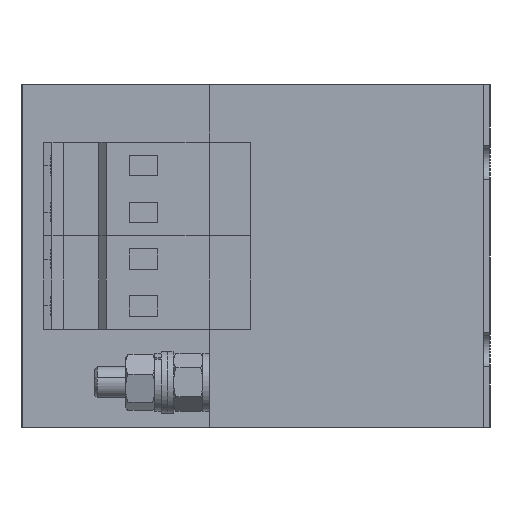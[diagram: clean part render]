
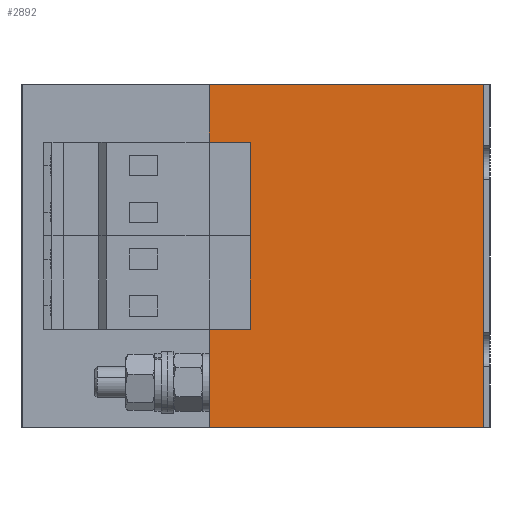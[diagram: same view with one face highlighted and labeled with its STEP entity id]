
A CAD part, left-side view. The second image highlights one B-rep face of the part: STEP entity #2892.
In plain terms, the highlighted planar face has unit normal (-1, 0, 0).
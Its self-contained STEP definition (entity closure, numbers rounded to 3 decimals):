
#147 = LINE ( 'NONE', #5935, #3797 ) ;
#249 = VECTOR ( 'NONE', #3322, 1000. ) ;
#347 = CARTESIAN_POINT ( 'NONE',  ( -95., 37.386, 3.75 ) ) ;
#409 = EDGE_CURVE ( 'Defeature ausgef�hrt1_14+Defeature ausgef�hrt1_22+Defeature ausgef�hrt1_1+Defeature ausgef�hrt1_13', #3104, #6223, #147, .T. ) ;
#440 = CARTESIAN_POINT ( 'NONE',  ( -95., 37.386, -11.25 ) ) ;
#559 = ORIENTED_EDGE ( 'NONE', *, *, #409, .T. ) ;
#583 = VECTOR ( 'NONE', #2675, 1000. ) ;
#664 = VERTEX_POINT ( 'NONE', #2517 ) ;
#740 = CARTESIAN_POINT ( 'NONE',  ( -95., 44., 28. ) ) ;
#773 = DIRECTION ( 'NONE',  ( 0., -1., 0. ) ) ;
#810 = ORIENTED_EDGE ( 'NONE', *, *, #3135, .F. ) ;
#1082 = VECTOR ( 'NONE', #7747, 1000. ) ;
#1114 = DIRECTION ( 'NONE',  ( 0., 0., -1. ) ) ;
#1147 = VERTEX_POINT ( 'NONE', #8287 ) ;
#1228 = EDGE_CURVE ( 'Defeature ausgef�hrt1_1+Defeature ausgef�hrt1_14+Defeature ausgef�hrt1_22+Defeature ausgef�hrt1_68', #3104, #1147, #3734, .T. ) ;
#1362 = LINE ( 'NONE', #2825, #249 ) ;
#1421 = ORIENTED_EDGE ( 'NONE', *, *, #5630, .T. ) ;
#1504 = EDGE_LOOP ( 'NONE', ( #7253, #2520, #559, #1513, #810, #8100, #1421, #5632, #5418 ) ) ;
#1513 = ORIENTED_EDGE ( 'NONE', *, *, #8387, .T. ) ;
#1564 = DIRECTION ( 'NONE',  ( 0., 0., -1. ) ) ;
#1666 = VERTEX_POINT ( 'NONE', #347 ) ;
#1668 = VECTOR ( 'NONE', #2703, 1000. ) ;
#1773 = VERTEX_POINT ( 'NONE', #6190 ) ;
#1779 = DIRECTION ( 'NONE',  ( -1., 0., 0. ) ) ;
#2200 = EDGE_CURVE ( 'Defeature ausgef�hrt1_14+Defeature ausgef�hrt1_2+Defeature ausgef�hrt1_3+Defeature ausgef�hrt1_2', #1666, #4618, #6528, .T. ) ;
#2217 = DIRECTION ( 'NONE',  ( 0., -1., 0. ) ) ;
#2273 = FACE_OUTER_BOUND ( 'NONE', #1504, .T. ) ;
#2517 = CARTESIAN_POINT ( 'NONE',  ( -95., 0., 28. ) ) ;
#2520 = ORIENTED_EDGE ( 'NONE', *, *, #1228, .F. ) ;
#2582 = EDGE_CURVE ( 'Defeature ausgef�hrt1_4+Defeature ausgef�hrt1_14+Defeature ausgef�hrt1_79+Defeature ausgef�hrt1_23', #1773, #8349, #7946, .T. ) ;
#2675 = DIRECTION ( 'NONE',  ( 0., -1., 0. ) ) ;
#2700 = CARTESIAN_POINT ( 'NONE',  ( -95., 0., -27. ) ) ;
#2703 = DIRECTION ( 'NONE',  ( 0., 0., 1. ) ) ;
#2825 = CARTESIAN_POINT ( 'NONE',  ( -95., 44., 28. ) ) ;
#2892 = ADVANCED_FACE ( 'Defeature ausgef�hrt1_14', ( #2273 ), #6999, .T. ) ;
#3018 = VECTOR ( 'NONE', #5672, 1000. ) ;
#3104 = VERTEX_POINT ( 'NONE', #4117 ) ;
#3135 = EDGE_CURVE ( 'Defeature ausgef�hrt1_23+Defeature ausgef�hrt1_14+Defeature ausgef�hrt1_4+Defeature ausgef�hrt1_13', #8349, #664, #1362, .T. ) ;
#3322 = DIRECTION ( 'NONE',  ( 0., -1., 0. ) ) ;
#3708 = VECTOR ( 'NONE', #1564, 1000. ) ;
#3734 = LINE ( 'NONE', #7657, #3018 ) ;
#3797 = VECTOR ( 'NONE', #773, 1000. ) ;
#4117 = CARTESIAN_POINT ( 'NONE',  ( -95., 44., -27. ) ) ;
#4618 = VERTEX_POINT ( 'NONE', #440 ) ;
#4690 = CARTESIAN_POINT ( 'NONE',  ( -95., 37.386, 18.75 ) ) ;
#4815 = CARTESIAN_POINT ( 'NONE',  ( -95., 0., -27. ) ) ;
#5079 = CARTESIAN_POINT ( 'NONE',  ( -95., 44., -11.25 ) ) ;
#5418 = ORIENTED_EDGE ( 'NONE', *, *, #2200, .T. ) ;
#5518 = CARTESIAN_POINT ( 'NONE',  ( -95., 37.386, -27. ) ) ;
#5580 = AXIS2_PLACEMENT_3D ( 'NONE', #6359, #1779, #6940 ) ;
#5630 = EDGE_CURVE ( 'Defeature ausgef�hrt1_14+Defeature ausgef�hrt1_3+Defeature ausgef�hrt1_4+Defeature ausgef�hrt1_3', #1773, #7907, #7982, .T. ) ;
#5632 = ORIENTED_EDGE ( 'NONE', *, *, #5686, .T. ) ;
#5672 = DIRECTION ( 'NONE',  ( 0., 0., 1. ) ) ;
#5686 = EDGE_CURVE ( 'Defeature ausgef�hrt1_14+Defeature ausgef�hrt1_3+Defeature ausgef�hrt1_3+Defeature ausgef�hrt1_2', #7907, #1666, #7670, .T. ) ;
#5896 = EDGE_CURVE ( 'Defeature ausgef�hrt1_2+Defeature ausgef�hrt1_14+Defeature ausgef�hrt1_67+Defeature ausgef�hrt1_14', #1147, #4618, #6975, .T. ) ;
#5935 = CARTESIAN_POINT ( 'NONE',  ( -95., 44., -27. ) ) ;
#5972 = VECTOR ( 'NONE', #2217, 1000. ) ;
#6190 = CARTESIAN_POINT ( 'NONE',  ( -95., 44., 18.75 ) ) ;
#6205 = CARTESIAN_POINT ( 'NONE',  ( -95., 37.386, -27. ) ) ;
#6223 = VERTEX_POINT ( 'NONE', #4815 ) ;
#6359 = CARTESIAN_POINT ( 'NONE',  ( -95., 44., -27. ) ) ;
#6528 = LINE ( 'NONE', #5518, #3708 ) ;
#6940 = DIRECTION ( 'NONE',  ( 0., 0., 1. ) ) ;
#6958 = LINE ( 'NONE', #2700, #1082 ) ;
#6975 = LINE ( 'NONE', #5079, #583 ) ;
#6999 = PLANE ( 'NONE',  #5580 ) ;
#7170 = CARTESIAN_POINT ( 'NONE',  ( -95., 44., -27. ) ) ;
#7253 = ORIENTED_EDGE ( 'NONE', *, *, #5896, .F. ) ;
#7271 = VECTOR ( 'NONE', #1114, 1000. ) ;
#7365 = CARTESIAN_POINT ( 'NONE',  ( -95., 44., 18.75 ) ) ;
#7657 = CARTESIAN_POINT ( 'NONE',  ( -95., 44., -27. ) ) ;
#7670 = LINE ( 'NONE', #6205, #7271 ) ;
#7747 = DIRECTION ( 'NONE',  ( 0., 0., 1. ) ) ;
#7907 = VERTEX_POINT ( 'NONE', #4690 ) ;
#7946 = LINE ( 'NONE', #7170, #1668 ) ;
#7982 = LINE ( 'NONE', #7365, #5972 ) ;
#8100 = ORIENTED_EDGE ( 'NONE', *, *, #2582, .F. ) ;
#8287 = CARTESIAN_POINT ( 'NONE',  ( -95., 44., -11.25 ) ) ;
#8349 = VERTEX_POINT ( 'NONE', #740 ) ;
#8387 = EDGE_CURVE ( 'Defeature ausgef�hrt1_14+Defeature ausgef�hrt1_13+Defeature ausgef�hrt1_22+Defeature ausgef�hrt1_23', #6223, #664, #6958, .T. ) ;
